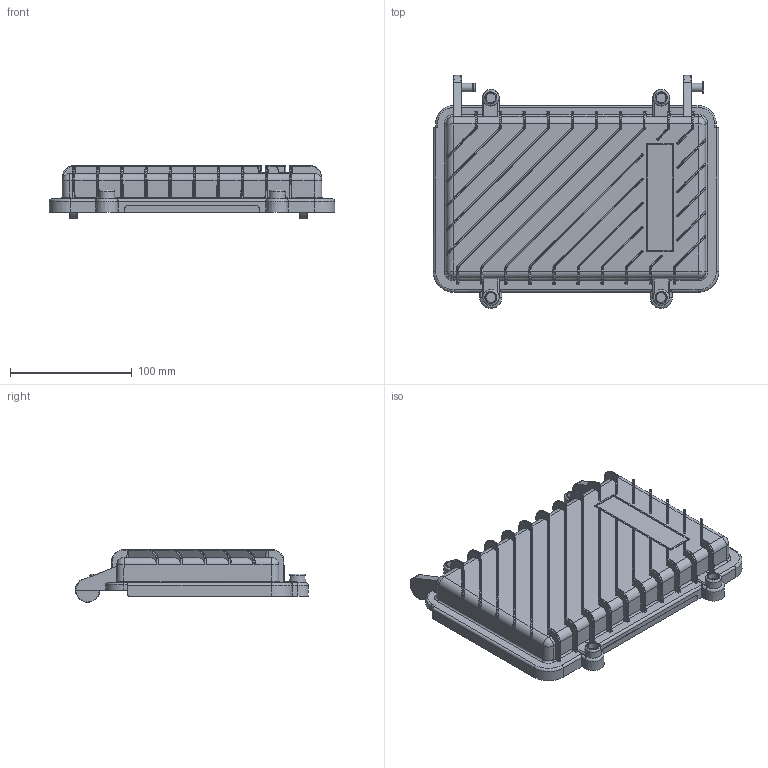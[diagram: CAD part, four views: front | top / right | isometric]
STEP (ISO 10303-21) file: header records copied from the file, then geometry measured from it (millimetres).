
FILE_DESCRIPTION(/* description */ (''),/* implementation_level */ '2;1');
FILE_NAME(/* name */ '12068-CP.stp',/* time_stamp */ '2012-12-05T14:34:13+08:00',/* author */ (''),/* organization */ (''),/* preprocessor_version */ 'ST-DEVELOPER v11',/* originating_system */ 'SIEMENS PLM Software NX 7.5',/* authorisation */ '');
FILE_SCHEMA (('CONFIG_CONTROL_DESIGN'));
Length unit declared in the file: millimetre
Products named in the file (1): Admi98E8je15
Bounding box: 234.77 x 191.59 x 43.4 mm (x, y, z)
Volume: 135517.6 mm3; surface area: 144503.8 mm2
Topology: 1 solids, 1 shells, 844 faces, 2221 edges, 1370 vertices
Faces by surface type: bspline 308, cylinder 258, plane 240, cone 22, sphere 8, torus 6, extrusion 2
Full cylindrical faces by diameter (mm): 5.84 x1, 7 x3
Entity records: 33517 total; most frequent: CARTESIAN_POINT 15172, ORIENTED_EDGE 4350, DIRECTION 3057, EDGE_CURVE 2175, VERTEX_POINT 1362, AXIS2_PLACEMENT_3D 1121, EDGE_LOOP 873, ADVANCED_FACE 844
